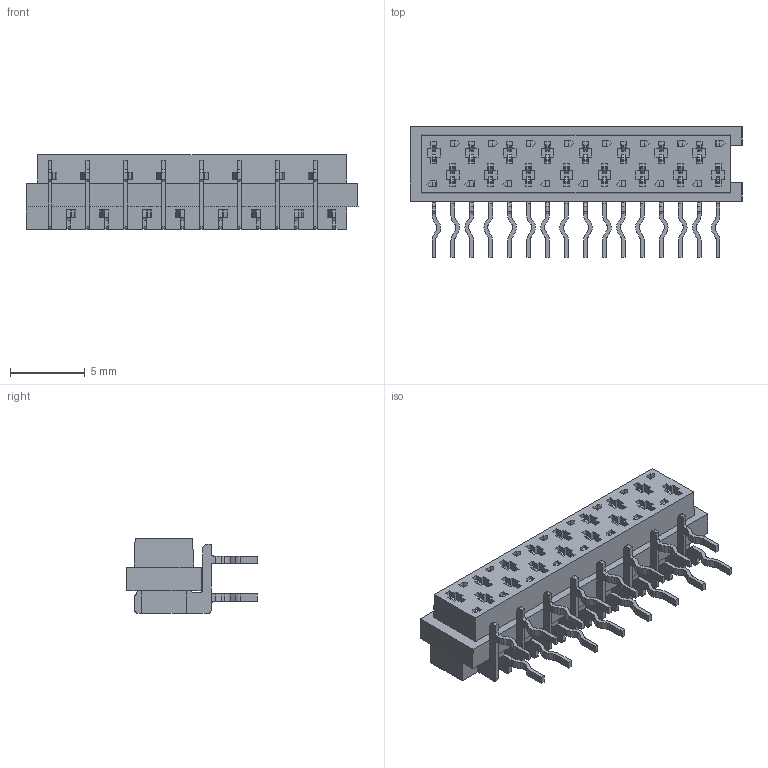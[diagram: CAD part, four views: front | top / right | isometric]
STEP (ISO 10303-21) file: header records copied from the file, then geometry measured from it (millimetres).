
FILE_DESCRIPTION((''),'2;1');
FILE_NAME('C-8-215460-6','2017-04-25T',('workeradm'),('Tyco Electronics Ltd.'),'CREO PARAMETRIC BY PTC INC, 2016050','CREO PARAMETRIC BY PTC INC, 2016050','');
FILE_SCHEMA(('AUTOMOTIVE_DESIGN { 1 0 10303 214 1 1 1 1 }'));
Length unit declared in the file: millimetre
Products named in the file (1): C-8-215460-6
Bounding box: 22.25 x 8.77 x 5 mm (x, y, z)
Volume: 432.4 mm3; surface area: 826.2 mm2
Topology: 1 solids, 1 shells, 1285 faces, 3653 edges, 2434 vertices
Faces by surface type: plane 973, cylinder 308, extrusion 4
Entity records: 41661 total; most frequent: CARTESIAN_POINT 7392, ORIENTED_EDGE 7306, DIRECTION 6835, EDGE_CURVE 3653, VECTOR 3033, LINE 3029, VERTEX_POINT 2434, AXIS2_PLACEMENT_3D 1901
